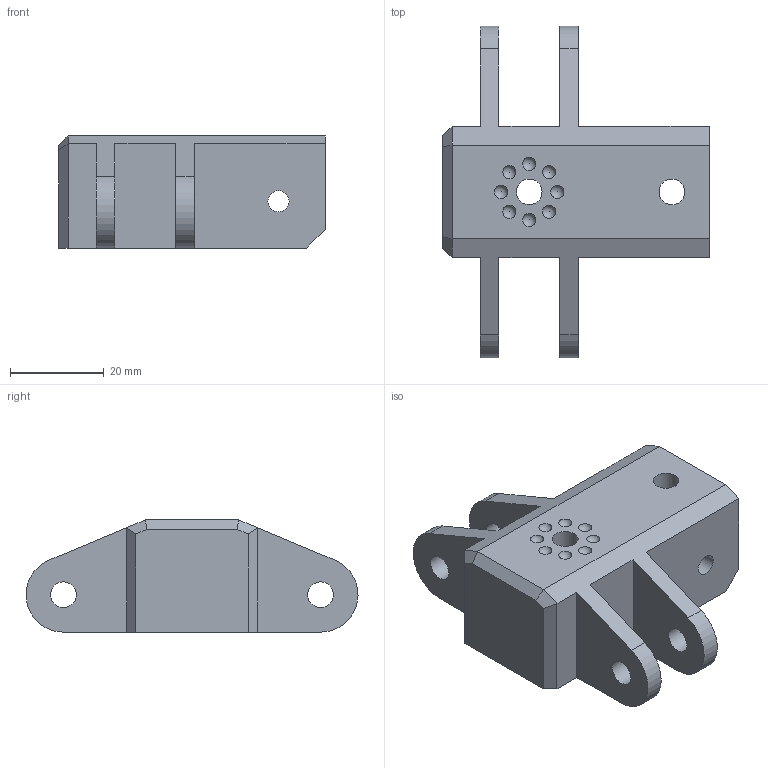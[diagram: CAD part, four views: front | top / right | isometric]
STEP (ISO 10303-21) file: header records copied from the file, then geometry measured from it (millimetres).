
FILE_DESCRIPTION(/* description */ (''),/* implementation_level */ '2;1');
FILE_NAME(/* name */ 'Y-Slide Top v1.step',/* time_stamp */ '2018-04-06T16:20:39+02:00',/* author */ (''),/* organization */ (''),/* preprocessor_version */ 'ST-DEVELOPER v16.13',/* originating_system */ 'Autodesk Translation Framework v6.5.0.72',/* authorisation */ '');
FILE_SCHEMA (('AUTOMOTIVE_DESIGN { 1 0 10303 214 3 1 1 }'));
Length unit declared in the file: millimetre
Products named in the file (1): Y-Slide Top
Bounding box: 57 x 70.99 x 24 mm (x, y, z)
Volume: 23410.4 mm3; surface area: 13391.2 mm2
Topology: 1 solids, 1 shells, 60 faces, 177 edges, 120 vertices
Faces by surface type: plane 40, cylinder 12, sphere 8
Full cylindrical faces by diameter (mm): 4.5 x2, 5.5 x6
Entity records: 2051 total; most frequent: CARTESIAN_POINT 350, DIRECTION 341, ORIENTED_EDGE 338, EDGE_CURVE 169, VERTEX_POINT 120, LINE 119, VECTOR 119, AXIS2_PLACEMENT_3D 111
